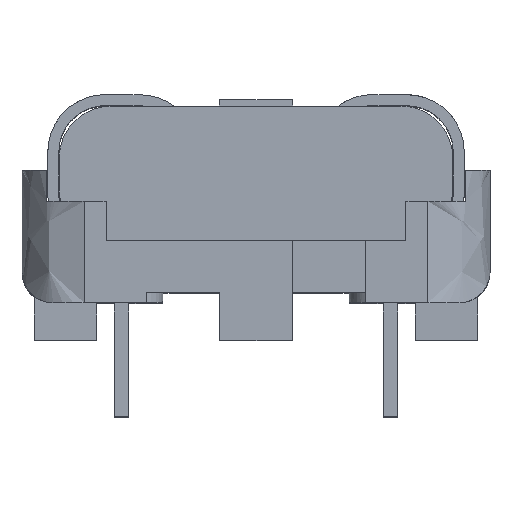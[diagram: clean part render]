
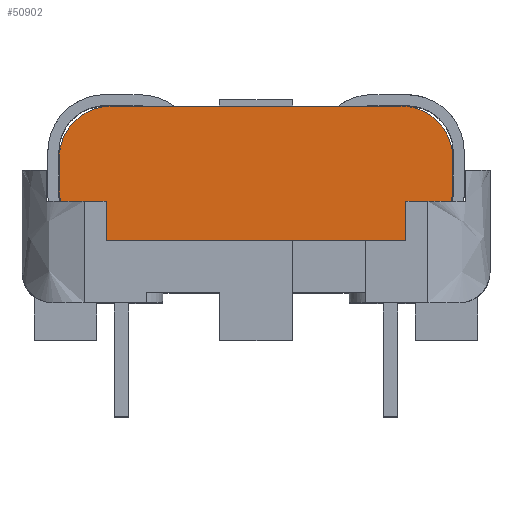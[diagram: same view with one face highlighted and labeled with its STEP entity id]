
A CAD part, top view. The second image highlights one B-rep face of the part: STEP entity #50902.
In plain terms, the highlighted free-form (B-spline) face has degree [1, 1] with [2, 2] control points.
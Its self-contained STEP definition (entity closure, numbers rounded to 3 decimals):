
#50902 = ADVANCED_FACE('',(#50903),#50965,.T.);
#50903 = FACE_BOUND('',#50904,.T.);
#50904 = EDGE_LOOP('',(#50905,#50914,#50922,#50929,#50937,#50944,#50952,
    #50959));
#50905 = ORIENTED_EDGE('',*,*,#50906,.T.);
#50906 = EDGE_CURVE('',#50907,#50909,#50911,.T.);
#50907 = VERTEX_POINT('',#50908);
#50908 = CARTESIAN_POINT('',(9.544,10.634,
    11.384));
#50909 = VERTEX_POINT('',#50910);
#50910 = CARTESIAN_POINT('',(-9.544,10.634,
    11.384));
#50911 = B_SPLINE_CURVE_WITH_KNOTS('',1,(#50912,#50913),.UNSPECIFIED.,
  .F.,.F.,(2,2),(2.5,16.5),.PIECEWISE_BEZIER_KNOTS.);
#50912 = CARTESIAN_POINT('',(9.544,10.634,
    11.384));
#50913 = CARTESIAN_POINT('',(-9.544,10.634,
    11.384));
#50914 = ORIENTED_EDGE('',*,*,#50915,.T.);
#50915 = EDGE_CURVE('',#50909,#50916,#50918,.T.);
#50916 = VERTEX_POINT('',#50917);
#50917 = CARTESIAN_POINT('',(-12.952,7.226,
    11.384));
#50918 = ( BOUNDED_CURVE() B_SPLINE_CURVE(2,(#50919,#50920,#50921),
.UNSPECIFIED.,.F.,.F.) B_SPLINE_CURVE_WITH_KNOTS((3,3),(1.571,
3.142),.PIECEWISE_BEZIER_KNOTS.) CURVE() 
GEOMETRIC_REPRESENTATION_ITEM() RATIONAL_B_SPLINE_CURVE((1.,
0.707,1.)) REPRESENTATION_ITEM('') );
#50919 = CARTESIAN_POINT('',(-9.544,10.634,
    11.384));
#50920 = CARTESIAN_POINT('',(-12.952,10.634,
    11.384));
#50921 = CARTESIAN_POINT('',(-12.952,7.226,
    11.384));
#50922 = ORIENTED_EDGE('',*,*,#50923,.F.);
#50923 = EDGE_CURVE('',#50924,#50916,#50926,.T.);
#50924 = VERTEX_POINT('',#50925);
#50925 = CARTESIAN_POINT('',(-12.952,5.181,
    11.384));
#50926 = B_SPLINE_CURVE_WITH_KNOTS('',1,(#50927,#50928),.UNSPECIFIED.,
  .F.,.F.,(2,2),(-4.,-2.5),.PIECEWISE_BEZIER_KNOTS.);
#50927 = CARTESIAN_POINT('',(-12.952,5.181,
    11.384));
#50928 = CARTESIAN_POINT('',(-12.952,7.226,
    11.384));
#50929 = ORIENTED_EDGE('',*,*,#50930,.T.);
#50930 = EDGE_CURVE('',#50924,#50931,#50933,.T.);
#50931 = VERTEX_POINT('',#50932);
#50932 = CARTESIAN_POINT('',(-9.544,1.772,
    11.384));
#50933 = ( BOUNDED_CURVE() B_SPLINE_CURVE(2,(#50934,#50935,#50936),
.UNSPECIFIED.,.F.,.F.) B_SPLINE_CURVE_WITH_KNOTS((3,3),(0.,
1.571),.PIECEWISE_BEZIER_KNOTS.) CURVE() 
GEOMETRIC_REPRESENTATION_ITEM() RATIONAL_B_SPLINE_CURVE((1.,
0.707,1.)) REPRESENTATION_ITEM('') );
#50934 = CARTESIAN_POINT('',(-12.952,5.181,
    11.384));
#50935 = CARTESIAN_POINT('',(-12.952,1.772,
    11.384));
#50936 = CARTESIAN_POINT('',(-9.544,1.772,
    11.384));
#50937 = ORIENTED_EDGE('',*,*,#50938,.T.);
#50938 = EDGE_CURVE('',#50931,#50939,#50941,.T.);
#50939 = VERTEX_POINT('',#50940);
#50940 = CARTESIAN_POINT('',(9.544,1.772,
    11.384));
#50941 = B_SPLINE_CURVE_WITH_KNOTS('',1,(#50942,#50943),.UNSPECIFIED.,
  .F.,.F.,(2,2),(-16.5,-2.5),.PIECEWISE_BEZIER_KNOTS.);
#50942 = CARTESIAN_POINT('',(-9.544,1.772,
    11.384));
#50943 = CARTESIAN_POINT('',(9.544,1.772,
    11.384));
#50944 = ORIENTED_EDGE('',*,*,#50945,.T.);
#50945 = EDGE_CURVE('',#50939,#50946,#50948,.T.);
#50946 = VERTEX_POINT('',#50947);
#50947 = CARTESIAN_POINT('',(12.952,5.181,
    11.384));
#50948 = ( BOUNDED_CURVE() B_SPLINE_CURVE(2,(#50949,#50950,#50951),
.UNSPECIFIED.,.F.,.F.) B_SPLINE_CURVE_WITH_KNOTS((3,3),(4.712,
6.283),.PIECEWISE_BEZIER_KNOTS.) CURVE() 
GEOMETRIC_REPRESENTATION_ITEM() RATIONAL_B_SPLINE_CURVE((1.,
0.707,1.)) REPRESENTATION_ITEM('') );
#50949 = CARTESIAN_POINT('',(9.544,1.772,
    11.384));
#50950 = CARTESIAN_POINT('',(12.952,1.772,
    11.384));
#50951 = CARTESIAN_POINT('',(12.952,5.181,
    11.384));
#50952 = ORIENTED_EDGE('',*,*,#50953,.F.);
#50953 = EDGE_CURVE('',#50954,#50946,#50956,.T.);
#50954 = VERTEX_POINT('',#50955);
#50955 = CARTESIAN_POINT('',(12.952,7.226,
    11.384));
#50956 = B_SPLINE_CURVE_WITH_KNOTS('',1,(#50957,#50958),.UNSPECIFIED.,
  .F.,.F.,(2,2),(2.5,4.),.PIECEWISE_BEZIER_KNOTS.);
#50957 = CARTESIAN_POINT('',(12.952,7.226,
    11.384));
#50958 = CARTESIAN_POINT('',(12.952,5.181,
    11.384));
#50959 = ORIENTED_EDGE('',*,*,#50960,.T.);
#50960 = EDGE_CURVE('',#50954,#50907,#50961,.T.);
#50961 = ( BOUNDED_CURVE() B_SPLINE_CURVE(2,(#50962,#50963,#50964),
.UNSPECIFIED.,.F.,.F.) B_SPLINE_CURVE_WITH_KNOTS((3,3),(3.142,
4.712),.PIECEWISE_BEZIER_KNOTS.) CURVE() 
GEOMETRIC_REPRESENTATION_ITEM() RATIONAL_B_SPLINE_CURVE((1.,
0.707,1.)) REPRESENTATION_ITEM('') );
#50962 = CARTESIAN_POINT('',(12.952,7.226,
    11.384));
#50963 = CARTESIAN_POINT('',(12.952,10.634,
    11.384));
#50964 = CARTESIAN_POINT('',(9.544,10.634,
    11.384));
#50965 = B_SPLINE_SURFACE_WITH_KNOTS('',1,1,(
    (#50966,#50967)
    ,(#50968,#50969
    )),.UNSPECIFIED.,.F.,.F.,.F.,(2,2),(2,2),(-19.,0.),(-6.5,
    0.),.PIECEWISE_BEZIER_KNOTS.);
#50966 = CARTESIAN_POINT('',(-12.952,1.772,
    11.384));
#50967 = CARTESIAN_POINT('',(-12.952,10.634,
    11.384));
#50968 = CARTESIAN_POINT('',(12.952,1.772,
    11.384));
#50969 = CARTESIAN_POINT('',(12.952,10.634,
    11.384));
